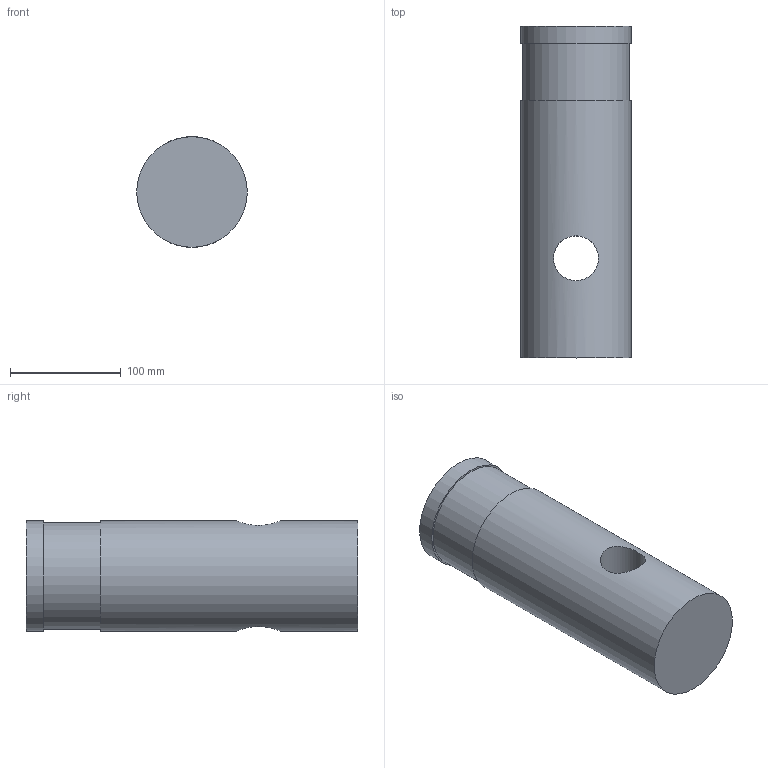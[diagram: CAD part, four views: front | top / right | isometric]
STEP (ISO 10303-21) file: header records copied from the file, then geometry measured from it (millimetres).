
FILE_DESCRIPTION((''),'2;1');
FILE_NAME('MSF-40.stp','2012-10-05T14:20:32',('hartung_david'),(''),'Autodesk Inventor 2012','Autodesk Inventor 2012','');
FILE_SCHEMA(('AUTOMOTIVE_DESIGN { 1 0 10303 214 1 1 1 1 }'));
Length unit declared in the file: millimetre
Products named in the file (1): MSF-40
Bounding box: 100 x 300 x 100 mm (x, y, z)
Volume: 2192604 mm3; surface area: 123788.3 mm2
Topology: 1 solids, 1 shells, 10 faces, 19 edges, 13 vertices
Faces by surface type: cylinder 5, plane 4, cone 1
Full cylindrical faces by diameter (mm): 11.445 x1, 40.5 x1, 96.667 x1, 100 x2
Entity records: 376 total; most frequent: CARTESIAN_POINT 169, DIRECTION 38, ORIENTED_EDGE 24, EDGE_LOOP 20, AXIS2_PLACEMENT_3D 19, VERTEX_POINT 12, EDGE_CURVE 12, FACE_OUTER_BOUND 10
